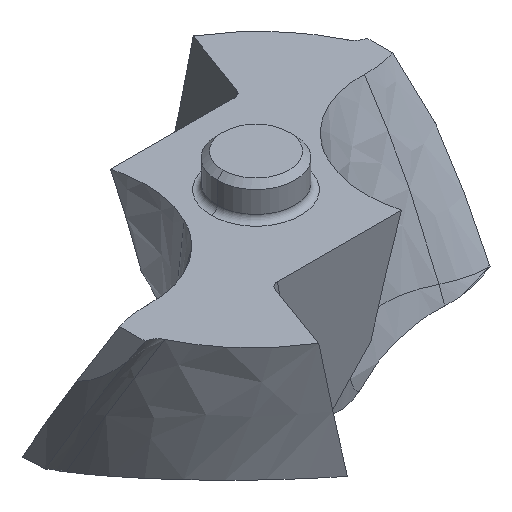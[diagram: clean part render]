
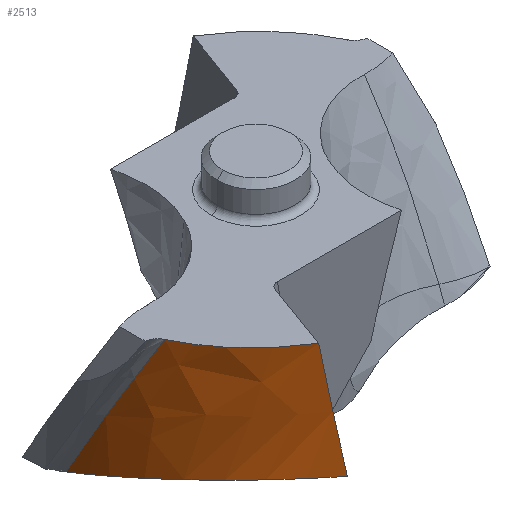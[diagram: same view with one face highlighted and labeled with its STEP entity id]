
A CAD part, isometric view. The second image highlights one B-rep face of the part: STEP entity #2513.
In plain terms, the highlighted free-form (B-spline) face has degree [3, 3] with [7, 5] control points.
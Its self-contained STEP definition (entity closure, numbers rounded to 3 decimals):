
#218=CARTESIAN_POINT('',(-2.587,-4.183,
0.));
#219=CARTESIAN_POINT('',(-2.909,-3.99,
0.));
#220=CARTESIAN_POINT('',(-3.657,-3.416,
0.));
#221=CARTESIAN_POINT('',(-4.215,-2.645,
0.));
#222=CARTESIAN_POINT('',(-4.46,-2.141,
0.));
#962=CARTESIAN_POINT('',(-4.949,-0.124,
-3.683));
#994=CARTESIAN_POINT('',(-2.102,-4.426,
-3.053));
#995=CARTESIAN_POINT('',(-2.259,-4.354,
-3.024));
#996=CARTESIAN_POINT('',(-2.559,-4.195,
-2.976));
#997=CARTESIAN_POINT('',(-2.975,-3.919,
-2.932));
#998=CARTESIAN_POINT('',(-3.355,-3.61,
-2.913));
#999=CARTESIAN_POINT('',(-3.698,-3.268,
-2.921));
#1000=CARTESIAN_POINT('',(-4.01,-2.888,
-2.954));
#1001=CARTESIAN_POINT('',(-4.286,-2.475,
-3.014));
#1002=CARTESIAN_POINT('',(-4.525,-2.014,
-3.105));
#1003=CARTESIAN_POINT('',(-4.694,-1.586,
-3.21));
#1004=CARTESIAN_POINT('',(-4.826,-1.133,
-3.337));
#1005=CARTESIAN_POINT('',(-4.917,-0.647,
-3.492));
#1006=CARTESIAN_POINT('',(-4.945,-0.302,
-3.616));
#1007=CARTESIAN_POINT('',(-4.949,-0.124,
-3.683));
#1012=CARTESIAN_POINT('',(-4.949,-0.124,
-3.683));
#1013=CARTESIAN_POINT('',(-4.941,-0.515,
-2.966));
#1014=CARTESIAN_POINT('',(-4.841,-1.199,
-1.739));
#1015=CARTESIAN_POINT('',(-4.59,-1.869,
-0.511));
#1016=CARTESIAN_POINT('',(-4.46,-2.141,
0.));
#1021=CARTESIAN_POINT('',(-2.587,-4.183,
0.));
#1022=CARTESIAN_POINT('',(-2.558,-4.193,
-0.171));
#1023=CARTESIAN_POINT('',(-2.503,-4.211,
-0.499));
#1024=CARTESIAN_POINT('',(-2.426,-4.239,
-0.966));
#1025=CARTESIAN_POINT('',(-2.361,-4.266,
-1.365));
#1026=CARTESIAN_POINT('',(-2.292,-4.298,
-1.796));
#1027=CARTESIAN_POINT('',(-2.219,-4.34,
-2.265));
#1028=CARTESIAN_POINT('',(-2.157,-4.382,
-2.677));
#1029=CARTESIAN_POINT('',(-2.12,-4.411,
-2.932));
#1030=CARTESIAN_POINT('',(-2.102,-4.426,
-3.053));
#1281=CARTESIAN_POINT('',(-2.587,-4.183,
0.));
#1282=VERTEX_POINT('',#1281);
#1283=VERTEX_POINT('',#222);
#1315=VERTEX_POINT('',#962);
#1316=VERTEX_POINT('',#994);
#2470=CARTESIAN_POINT('',(-2.295,-4.379,
-3.72));
#2471=CARTESIAN_POINT('',(-1.999,-4.473,
-2.991));
#2472=CARTESIAN_POINT('',(-1.4,-4.649,
-1.739));
#2473=CARTESIAN_POINT('',(-0.645,-4.811,
-0.488));
#2474=CARTESIAN_POINT('',(-0.303,-4.871,
0.035));
#2475=CARTESIAN_POINT('',(-2.34,-4.356,
-3.72));
#2476=CARTESIAN_POINT('',(-2.045,-4.454,
-2.991));
#2477=CARTESIAN_POINT('',(-1.449,-4.637,
-1.739));
#2478=CARTESIAN_POINT('',(-0.695,-4.806,
-0.488));
#2479=CARTESIAN_POINT('',(-0.354,-4.869,
0.035));
#2480=CARTESIAN_POINT('',(-2.886,-4.06,
-3.72));
#2481=CARTESIAN_POINT('',(-2.604,-4.208,
-2.991));
#2482=CARTESIAN_POINT('',(-2.029,-4.478,
-1.739));
#2483=CARTESIAN_POINT('',(-1.296,-4.733,
-0.488));
#2484=CARTESIAN_POINT('',(-0.964,-4.833,
0.035));
#2485=CARTESIAN_POINT('',(-3.822,-3.296,
-3.72));
#2486=CARTESIAN_POINT('',(-3.582,-3.536,
-2.991));
#2487=CARTESIAN_POINT('',(-3.079,-3.962,
-1.739));
#2488=CARTESIAN_POINT('',(-2.419,-4.375,
-0.488));
#2489=CARTESIAN_POINT('',(-2.118,-4.54,
0.035));
#2490=CARTESIAN_POINT('',(-4.723,-1.793,
-3.72));
#2491=CARTESIAN_POINT('',(-4.586,-2.137,
-2.991));
#2492=CARTESIAN_POINT('',(-4.259,-2.743,
-1.739));
#2493=CARTESIAN_POINT('',(-3.775,-3.334,
-0.488));
#2494=CARTESIAN_POINT('',(-3.547,-3.573,
0.035));
#2495=CARTESIAN_POINT('',(-4.944,-0.639,
-3.72));
#2496=CARTESIAN_POINT('',(-4.895,-1.025,
-2.991));
#2497=CARTESIAN_POINT('',(-4.72,-1.702,
-1.739));
#2498=CARTESIAN_POINT('',(-4.389,-2.365,
-0.488));
#2499=CARTESIAN_POINT('',(-4.224,-2.635,
0.035));
#2500=CARTESIAN_POINT('',(-4.95,-0.052,
-3.72));
#2501=CARTESIAN_POINT('',(-4.948,-0.451,
-2.991));
#2502=CARTESIAN_POINT('',(-4.855,-1.15,
-1.739));
#2503=CARTESIAN_POINT('',(-4.604,-1.835,
-0.488));
#2504=CARTESIAN_POINT('',(-4.473,-2.114,
0.035));
#2505=B_SPLINE_SURFACE_WITH_KNOTS('',3,3,((#2470,#2471,#2472,#2473,#2474),
(#2475,#2476,#2477,#2478,#2479),(#2480,#2481,#2482,#2483,#2484),(#2485,#2486,
#2487,#2488,#2489),(#2490,#2491,#2492,#2493,#2494),(#2495,#2496,#2497,#2498,
#2499),(#2500,#2501,#2502,#2503,#2504)),.UNSPECIFIED.,.F.,.F.,.F.,(4,1,1,1,4),
(4,1,4),(0.227,0.25,0.5,0.75,1.008),(
0.092,2.618,4.428),.UNSPECIFIED.);
#2506=ORIENTED_EDGE('',*,*,#1888,.T.);
#2507=ORIENTED_EDGE('',*,*,#2461,.T.);
#2508=ORIENTED_EDGE('',*,*,#1576,.F.);
#2510=ORIENTED_EDGE('',*,*,#2509,.T.);
#2511=EDGE_LOOP('',(#2506,#2507,#2508,#2510));
#2512=FACE_OUTER_BOUND('',#2511,.F.);
#223=B_SPLINE_CURVE_WITH_KNOTS('',3,(#218,#219,#220,#221,#222),.UNSPECIFIED.,
.F.,.F.,(4,1,4),(0.,0.402,1.),.UNSPECIFIED.);
#1008=B_SPLINE_CURVE_WITH_KNOTS('',3,(#994,#995,#996,#997,#998,#999,#1000,#1001,
#1002,#1003,#1004,#1005,#1006,#1007),.UNSPECIFIED.,.F.,.F.,(4,1,1,1,1,1,1,1,1,1,
1,4),(0.,0.091,0.182,0.273,
0.364,0.455,0.545,0.636,
0.727,0.818,0.909,1.),.UNSPECIFIED.);
#1017=B_SPLINE_CURVE_WITH_KNOTS('',3,(#1012,#1013,#1014,#1015,#1016),
.UNSPECIFIED.,.F.,.F.,(4,1,4),(0.,0.584,1.),.UNSPECIFIED.);
#1031=B_SPLINE_CURVE_WITH_KNOTS('',3,(#1021,#1022,#1023,#1024,#1025,#1026,#1027,
#1028,#1029,#1030),.UNSPECIFIED.,.F.,.F.,(4,1,1,1,1,1,1,4),(0.,
0.143,0.286,0.429,0.571,
0.714,0.857,1.),.UNSPECIFIED.);
#1576=EDGE_CURVE('',#1282,#1283,#223,.T.);
#1888=EDGE_CURVE('',#1316,#1315,#1008,.T.);
#2461=EDGE_CURVE('',#1315,#1283,#1017,.T.);
#2509=EDGE_CURVE('',#1282,#1316,#1031,.T.);
#2513=ADVANCED_FACE('',(#2512),#2505,.F.);
